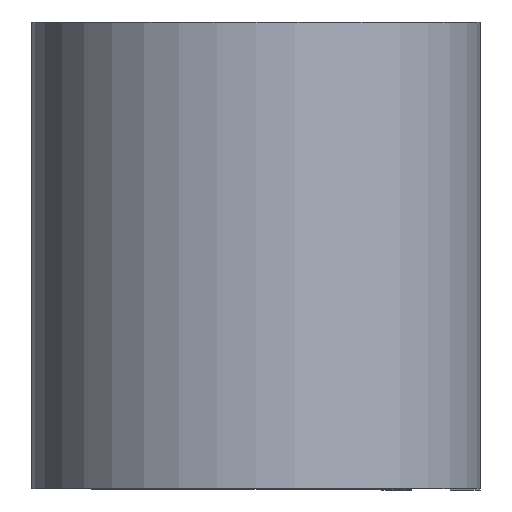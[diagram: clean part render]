
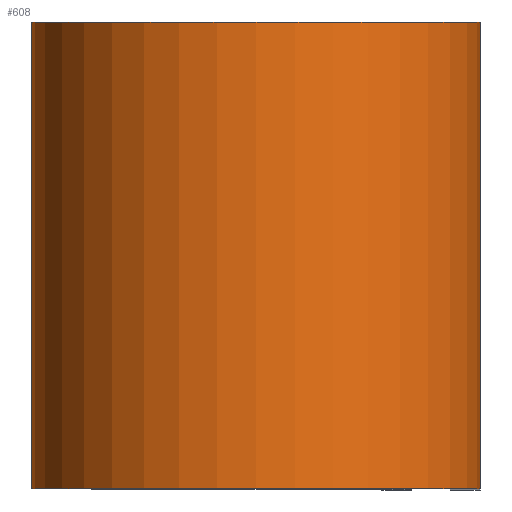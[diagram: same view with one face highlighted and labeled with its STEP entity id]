
A CAD part, top view. The second image highlights one B-rep face of the part: STEP entity #608.
In plain terms, the highlighted cylindrical face has radius 9.157 mm (diameter 18.313 mm), a partial arc.
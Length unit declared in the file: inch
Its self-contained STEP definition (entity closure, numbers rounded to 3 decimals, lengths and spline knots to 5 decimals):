
#5 = CARTESIAN_POINT ( 'NONE',  ( 0.3605, -0.375, 0. ) ) ;
#46 = ORIENTED_EDGE ( 'NONE', *, *, #401, .F. ) ;
#70 = CARTESIAN_POINT ( 'NONE',  ( 0.3605, 0.375, 0. ) ) ;
#77 = VERTEX_POINT ( 'NONE', #610 ) ;
#119 = VERTEX_POINT ( 'NONE', #537 ) ;
#131 = AXIS2_PLACEMENT_3D ( 'NONE', #485, #420, #463 ) ;
#163 = CARTESIAN_POINT ( 'NONE',  ( 0.3605, 0.375, 0. ) ) ;
#167 = ORIENTED_EDGE ( 'NONE', *, *, #227, .F. ) ;
#175 = AXIS2_PLACEMENT_3D ( 'NONE', #356, #306, #304 ) ;
#198 = DIRECTION ( 'NONE',  ( 0., -1., 0. ) ) ;
#217 = CYLINDRICAL_SURFACE ( 'NONE', #574, 0.3605 ) ;
#227 = EDGE_CURVE ( 'NONE', #119, #455, #734, .T. ) ;
#232 = CARTESIAN_POINT ( 'NONE',  ( 0., 0.375, -0.3605 ) ) ;
#274 = EDGE_CURVE ( 'NONE', #119, #77, #702, .T. ) ;
#304 = DIRECTION ( 'NONE',  ( 1., 0., 0. ) ) ;
#306 = DIRECTION ( 'NONE',  ( 0., 1., 0. ) ) ;
#320 = EDGE_LOOP ( 'NONE', ( #622, #46, #167, #699 ) ) ;
#342 = FACE_OUTER_BOUND ( 'NONE', #320, .T. ) ;
#354 = DIRECTION ( 'NONE',  ( 0., 0., -1. ) ) ;
#356 = CARTESIAN_POINT ( 'NONE',  ( 0., -0.375, 0. ) ) ;
#357 = CARTESIAN_POINT ( 'NONE',  ( 0., 0.375, 0. ) ) ;
#401 = EDGE_CURVE ( 'NONE', #455, #478, #597, .T. ) ;
#411 = DIRECTION ( 'NONE',  ( 0., -1., 0. ) ) ;
#420 = DIRECTION ( 'NONE',  ( 0., 1., 0. ) ) ;
#429 = EDGE_CURVE ( 'NONE', #77, #478, #538, .T. ) ;
#437 = DIRECTION ( 'NONE',  ( 0., -1., 0. ) ) ;
#455 = VERTEX_POINT ( 'NONE', #163 ) ;
#463 = DIRECTION ( 'NONE',  ( 1., 0., 0. ) ) ;
#478 = VERTEX_POINT ( 'NONE', #5 ) ;
#485 = CARTESIAN_POINT ( 'NONE',  ( 0., 0.375, 0. ) ) ;
#537 = CARTESIAN_POINT ( 'NONE',  ( 0., 0.375, -0.3605 ) ) ;
#538 = CIRCLE ( 'NONE', #175, 0.3605 ) ;
#570 = VECTOR ( 'NONE', #198, 39.37008 ) ;
#574 = AXIS2_PLACEMENT_3D ( 'NONE', #357, #411, #354 ) ;
#597 = LINE ( 'NONE', #70, #570 ) ;
#608 = ADVANCED_FACE ( 'NONE', ( #342 ), #217, .T. ) ;
#610 = CARTESIAN_POINT ( 'NONE',  ( 0., -0.375, -0.3605 ) ) ;
#622 = ORIENTED_EDGE ( 'NONE', *, *, #429, .T. ) ;
#687 = VECTOR ( 'NONE', #437, 39.37008 ) ;
#699 = ORIENTED_EDGE ( 'NONE', *, *, #274, .T. ) ;
#702 = LINE ( 'NONE', #232, #687 ) ;
#734 = CIRCLE ( 'NONE', #131, 0.3605 ) ;
